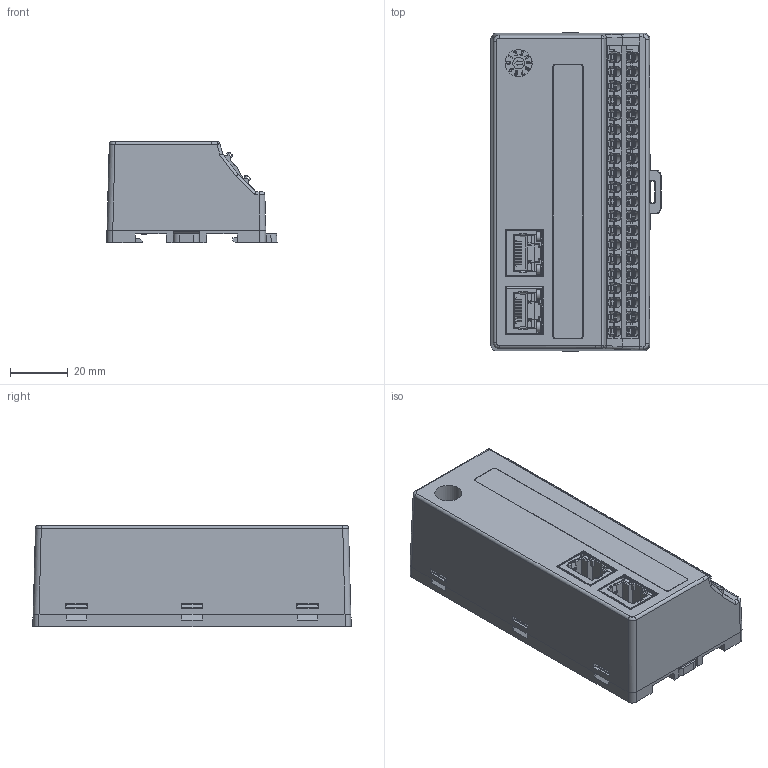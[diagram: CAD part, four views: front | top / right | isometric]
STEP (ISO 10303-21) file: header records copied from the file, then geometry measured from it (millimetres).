
FILE_DESCRIPTION(/* description */ (''),/* implementation_level */ '2;1');
FILE_NAME(/* name */ '',/* time_stamp */ '2024-10-18T10:27:50+08:00',/* author */ (''),/* organization */ (''),/* preprocessor_version */ 'ST-DEVELOPER v14',/* originating_system */ 'SIEMENS PLM Software NX 8.0',/* authorisation */ '');
FILE_SCHEMA (('AUTOMOTIVE_DESIGN { 1 0 10303 214 3 1 1 1 }'));
Products named in the file (1): Admi1C202251j7zg
Bounding box: 58.89 x 110.29 x 35.05 mm (x, y, z)
Volume: 170902.7 mm3; surface area: 46576.7 mm2
Topology: 3 solids, 3 shells, 4357 faces, 12397 edges, 8033 vertices
Faces by surface type: plane 3268, cylinder 835, torus 95, extrusion 89, bspline 57, sphere 9, cone 4
Full cylindrical faces by diameter (mm): 0.45 x48, 3 x2, 4 x1, 9.347 x1
Entity records: 148950 total; most frequent: CARTESIAN_POINT 35223, ORIENTED_EDGE 24396, DIRECTION 21975, EDGE_CURVE 12198, VECTOR 9477, LINE 9388, VERTEX_POINT 7964, AXIS2_PLACEMENT_3D 6249
